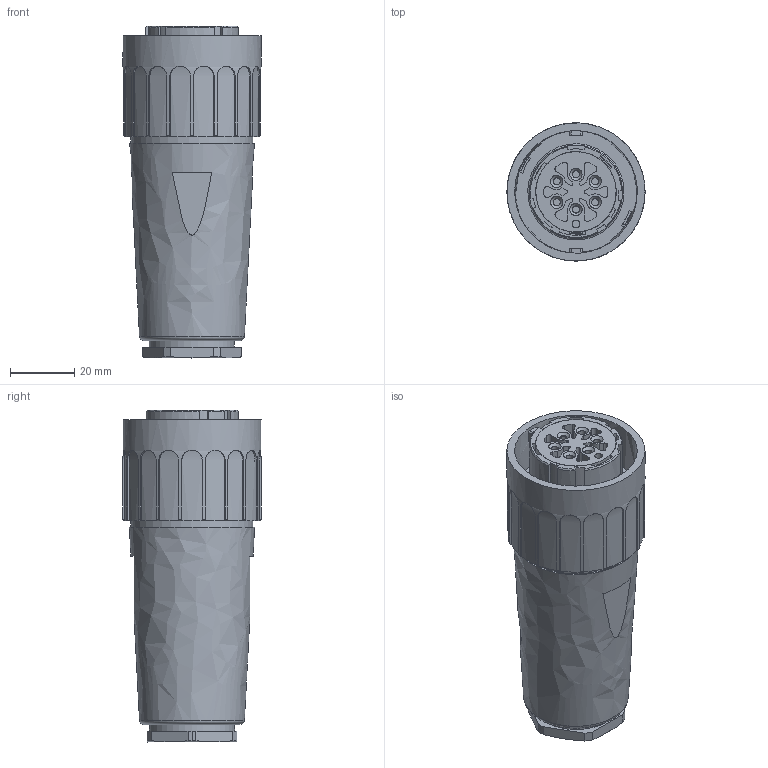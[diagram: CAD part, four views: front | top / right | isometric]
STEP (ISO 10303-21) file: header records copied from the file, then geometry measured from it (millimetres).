
FILE_DESCRIPTION((''),'2;1');
FILE_NAME('Teil1.stp','2013-10-10T16:19:28',('User'), ('SDRC'),'I-DEAS Master Series 9','UNIX','Yes');
FILE_SCHEMA(('CONFIG_CONTROL_DESIGN', 'GEOMETRIC_VALIDATION_PROPERTIES_MIM','SHAPE_APPEARANCE_LAYER_MIM'));
Length unit declared in the file: millimetre
Bounding box: 43 x 42.99 x 103.4 mm (x, y, z)
Surface area: 46736.6 mm2 (no closed solid volume)
Topology: 0 solids, 23 shells, 1057 faces, 2827 edges, 1870 vertices
Faces by surface type: bspline 1057
Entity records: 36135 total; most frequent: CARTESIAN_POINT 17535, ORIENTED_EDGE 5438, EDGE_CURVE 2831, OVER_RIDING_STYLED_ITEM 2297, VERTEX_POINT 1861, EDGE_LOOP 1178, FACE_OUTER_BOUND 1057, ADVANCED_FACE 1057
